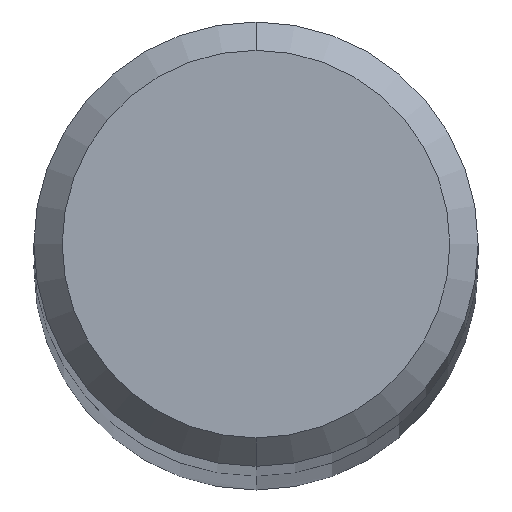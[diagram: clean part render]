
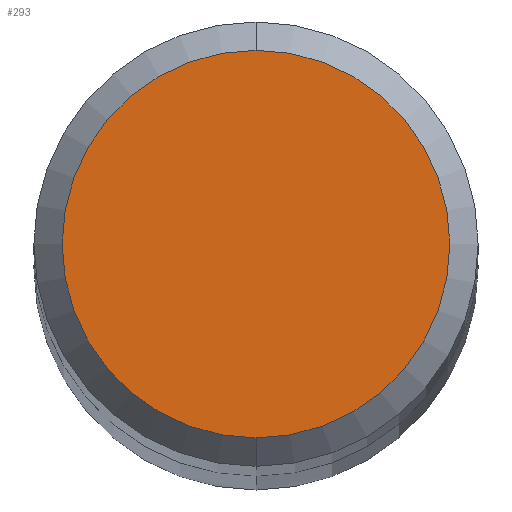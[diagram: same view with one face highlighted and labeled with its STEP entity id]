
A CAD part, top view. The second image highlights one B-rep face of the part: STEP entity #293.
In plain terms, the highlighted planar face has unit normal (0, 0, 1).
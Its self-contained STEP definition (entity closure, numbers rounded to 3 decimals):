
#217=EDGE_CURVE('',#383,#287,#485,.T.);
#263=EDGE_CURVE('',#287,#383,#535,.T.);
#287=VERTEX_POINT('',#560);
#293=ADVANCED_FACE('',(#566),#567,.T.);
#383=VERTEX_POINT('',#666);
#485=CIRCLE('',#808,2.05);
#535=CIRCLE('',#934,2.05);
#560=CARTESIAN_POINT('',(0.0,2.05,57.0));
#566=FACE_OUTER_BOUND('',#997,.T.);
#567=PLANE('',#998);
#666=CARTESIAN_POINT('',(0.,-2.05,57.0));
#808=AXIS2_PLACEMENT_3D('',#1383,#1384,#1385);
#934=AXIS2_PLACEMENT_3D('',#1444,#1445,#1446);
#997=EDGE_LOOP('',(#1461,#1462));
#998=AXIS2_PLACEMENT_3D('',#1463,#1464,#1465);
#1383=CARTESIAN_POINT('',(0.0,0.0,57.0));
#1384=DIRECTION('',(0.0,0.0,-1.0));
#1385=DIRECTION('',(0.0,1.0,0.0));
#1444=CARTESIAN_POINT('',(0.0,0.0,57.0));
#1445=DIRECTION('',(0.0,0.0,-1.0));
#1446=DIRECTION('',(0.0,1.0,0.0));
#1461=ORIENTED_EDGE('',*,*,#263,.F.);
#1462=ORIENTED_EDGE('',*,*,#217,.F.);
#1463=CARTESIAN_POINT('',(0.0,1.025,57.0));
#1464=DIRECTION('',(0.0,0.0,1.0));
#1465=DIRECTION('',(0.0,-1.0,0.0));
